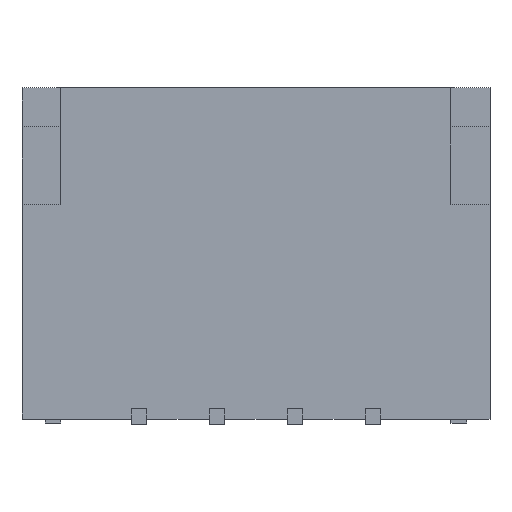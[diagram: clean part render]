
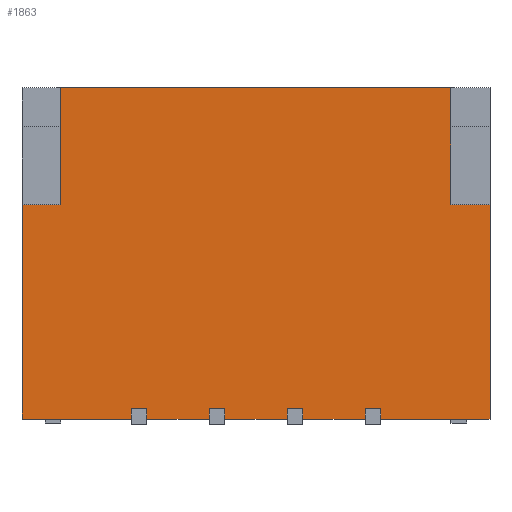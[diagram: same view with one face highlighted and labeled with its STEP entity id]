
A CAD part, top view. The second image highlights one B-rep face of the part: STEP entity #1863.
In plain terms, the highlighted planar face has unit normal (0, 0, 1).
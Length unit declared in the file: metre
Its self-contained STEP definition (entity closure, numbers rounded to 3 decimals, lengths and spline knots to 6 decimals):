
#446=ORIENTED_EDGE('',*,*,#790,.F.);
#447=ORIENTED_EDGE('',*,*,#758,.T.);
#448=ORIENTED_EDGE('',*,*,#712,.T.);
#449=ORIENTED_EDGE('',*,*,#791,.F.);
#450=ORIENTED_EDGE('',*,*,#792,.F.);
#451=ORIENTED_EDGE('',*,*,#779,.F.);
#452=ORIENTED_EDGE('',*,*,#681,.F.);
#453=ORIENTED_EDGE('',*,*,#672,.F.);
#454=ORIENTED_EDGE('',*,*,#742,.F.);
#455=ORIENTED_EDGE('',*,*,#687,.T.);
#456=ORIENTED_EDGE('',*,*,#700,.T.);
#457=ORIENTED_EDGE('',*,*,#793,.F.);
#458=ORIENTED_EDGE('',*,*,#794,.F.);
#459=ORIENTED_EDGE('',*,*,#768,.T.);
#460=ORIENTED_EDGE('',*,*,#675,.T.);
#461=ORIENTED_EDGE('',*,*,#784,.F.);
#462=ORIENTED_EDGE('',*,*,#795,.F.);
#463=ORIENTED_EDGE('',*,*,#796,.T.);
#464=ORIENTED_EDGE('',*,*,#709,.T.);
#465=ORIENTED_EDGE('',*,*,#789,.F.);
#466=ORIENTED_EDGE('',*,*,#797,.F.);
#467=ORIENTED_EDGE('',*,*,#776,.T.);
#468=ORIENTED_EDGE('',*,*,#678,.T.);
#469=ORIENTED_EDGE('',*,*,#762,.F.);
#672=EDGE_CURVE('',#893,#894,#1094,.T.);
#675=EDGE_CURVE('',#896,#895,#1097,.T.);
#678=EDGE_CURVE('',#898,#897,#1100,.T.);
#681=EDGE_CURVE('',#894,#899,#1103,.T.);
#687=EDGE_CURVE('',#901,#905,#1109,.T.);
#700=EDGE_CURVE('',#905,#914,#1122,.T.);
#709=EDGE_CURVE('',#922,#921,#1131,.T.);
#712=EDGE_CURVE('',#925,#924,#1134,.T.);
#742=EDGE_CURVE('',#901,#893,#1164,.T.);
#758=EDGE_CURVE('',#956,#925,#1180,.T.);
#762=EDGE_CURVE('',#958,#897,#1184,.T.);
#768=EDGE_CURVE('',#962,#896,#1190,.T.);
#776=EDGE_CURVE('',#967,#898,#1198,.T.);
#779=EDGE_CURVE('',#899,#968,#1201,.T.);
#784=EDGE_CURVE('',#970,#895,#1206,.T.);
#789=EDGE_CURVE('',#973,#921,#1211,.T.);
#790=EDGE_CURVE('',#956,#958,#1212,.T.);
#791=EDGE_CURVE('',#974,#924,#1213,.T.);
#792=EDGE_CURVE('',#968,#974,#1214,.T.);
#793=EDGE_CURVE('',#975,#914,#1215,.T.);
#794=EDGE_CURVE('',#962,#975,#1216,.T.);
#795=EDGE_CURVE('',#976,#970,#1217,.T.);
#796=EDGE_CURVE('',#976,#922,#1218,.T.);
#797=EDGE_CURVE('',#967,#973,#1219,.T.);
#893=VERTEX_POINT('',#2909);
#894=VERTEX_POINT('',#2911);
#895=VERTEX_POINT('',#2915);
#896=VERTEX_POINT('',#2917);
#897=VERTEX_POINT('',#2921);
#898=VERTEX_POINT('',#2923);
#899=VERTEX_POINT('',#2927);
#901=VERTEX_POINT('',#2932);
#905=VERTEX_POINT('',#2940);
#914=VERTEX_POINT('',#2967);
#921=VERTEX_POINT('',#2986);
#922=VERTEX_POINT('',#2988);
#924=VERTEX_POINT('',#2993);
#925=VERTEX_POINT('',#2995);
#956=VERTEX_POINT('',#3087);
#958=VERTEX_POINT('',#3093);
#962=VERTEX_POINT('',#3107);
#967=VERTEX_POINT('',#3123);
#968=VERTEX_POINT('',#3128);
#970=VERTEX_POINT('',#3136);
#973=VERTEX_POINT('',#3146);
#974=VERTEX_POINT('',#3151);
#975=VERTEX_POINT('',#3154);
#976=VERTEX_POINT('',#3157);
#1094=LINE('',#2910,#1348);
#1097=LINE('',#2916,#1351);
#1100=LINE('',#2922,#1354);
#1103=LINE('',#2928,#1357);
#1109=LINE('',#2941,#1363);
#1122=LINE('',#2968,#1376);
#1131=LINE('',#2987,#1385);
#1134=LINE('',#2994,#1388);
#1164=LINE('',#3056,#1418);
#1180=LINE('',#3086,#1434);
#1184=LINE('',#3095,#1438);
#1190=LINE('',#3106,#1444);
#1198=LINE('',#3122,#1452);
#1201=LINE('',#3127,#1455);
#1206=LINE('',#3137,#1460);
#1211=LINE('',#3147,#1465);
#1212=LINE('',#3149,#1466);
#1213=LINE('',#3150,#1467);
#1214=LINE('',#3152,#1468);
#1215=LINE('',#3153,#1469);
#1216=LINE('',#3155,#1470);
#1217=LINE('',#3156,#1471);
#1218=LINE('',#3158,#1472);
#1219=LINE('',#3159,#1473);
#1348=VECTOR('',#2433,1.);
#1351=VECTOR('',#2438,1.);
#1354=VECTOR('',#2443,1.);
#1357=VECTOR('',#2448,1.);
#1363=VECTOR('',#2456,1.);
#1376=VECTOR('',#2479,1.);
#1385=VECTOR('',#2494,1.);
#1388=VECTOR('',#2499,1.);
#1418=VECTOR('',#2547,1.);
#1434=VECTOR('',#2575,1.);
#1438=VECTOR('',#2581,1.);
#1444=VECTOR('',#2593,1.);
#1452=VECTOR('',#2607,1.);
#1455=VECTOR('',#2612,1.);
#1460=VECTOR('',#2621,1.);
#1465=VECTOR('',#2630,1.);
#1466=VECTOR('',#2633,1.);
#1467=VECTOR('',#2634,1.);
#1468=VECTOR('',#2635,1.);
#1469=VECTOR('',#2636,1.);
#1470=VECTOR('',#2637,1.);
#1471=VECTOR('',#2638,1.);
#1472=VECTOR('',#2639,1.);
#1473=VECTOR('',#2640,1.);
#1579=EDGE_LOOP('',(#446,#447,#448,#449,#450,#451,#452,#453,#454,#455,#456,
#457,#458,#459,#460,#461,#462,#463,#464,#465,#466,#467,#468,#469));
#1677=FACE_BOUND('',#1579,.T.);
#1770=PLANE('',#2228);
#1863=ADVANCED_FACE('',(#1677),#1770,.T.);
#2228=AXIS2_PLACEMENT_3D('',#3148,#2631,#2632);
#2433=DIRECTION('',(0.,-1.,0.));
#2438=DIRECTION('',(1.,0.,0.));
#2443=DIRECTION('',(1.,0.,0.));
#2448=DIRECTION('',(1.,0.,0.));
#2456=DIRECTION('',(0.,-1.,0.));
#2479=DIRECTION('',(-1.,0.,0.));
#2494=DIRECTION('',(1.,0.,0.));
#2499=DIRECTION('',(1.,0.,0.));
#2547=DIRECTION('',(1.,0.,0.));
#2575=DIRECTION('',(0.,1.,0.));
#2581=DIRECTION('',(0.,1.,0.));
#2593=DIRECTION('',(0.,1.,0.));
#2607=DIRECTION('',(0.,1.,0.));
#2612=DIRECTION('',(0.,-1.,0.));
#2621=DIRECTION('',(0.,1.,0.));
#2630=DIRECTION('',(0.,1.,0.));
#2631=DIRECTION('',(0.,0.,1.));
#2632=DIRECTION('',(1.,0.,0.));
#2633=DIRECTION('',(-1.,0.,0.));
#2634=DIRECTION('',(0.,1.,0.));
#2635=DIRECTION('',(-1.,0.,0.));
#2636=DIRECTION('',(0.,1.,0.));
#2637=DIRECTION('',(-1.,0.,0.));
#2638=DIRECTION('',(-1.,0.,0.));
#2639=DIRECTION('',(0.,1.,0.));
#2640=DIRECTION('',(-1.,0.,0.));
#2909=CARTESIAN_POINT('',(0.0025,0.00425,0.0022));
#2910=CARTESIAN_POINT('',(0.0025,0.00055,0.0022));
#2911=CARTESIAN_POINT('',(0.0025,0.00275,0.0022));
#2915=CARTESIAN_POINT('',(-0.0014,0.00013,0.0022));
#2916=CARTESIAN_POINT('',(-0.003,0.00013,0.0022));
#2917=CARTESIAN_POINT('',(-0.0016,0.00013,0.0022));
#2921=CARTESIAN_POINT('',(0.0006,0.00013,0.0022));
#2922=CARTESIAN_POINT('',(-0.003,0.00013,0.0022));
#2923=CARTESIAN_POINT('',(0.0004,0.00013,0.0022));
#2927=CARTESIAN_POINT('',(0.003,0.00275,0.0022));
#2928=CARTESIAN_POINT('',(-0.0025,0.00275,0.0022));
#2932=CARTESIAN_POINT('',(-0.0025,0.00425,0.0022));
#2940=CARTESIAN_POINT('',(-0.0025,0.00275,0.0022));
#2941=CARTESIAN_POINT('',(-0.0025,0.,0.0022));
#2967=CARTESIAN_POINT('',(-0.003,0.00275,0.0022));
#2968=CARTESIAN_POINT('',(-0.0025,0.00275,0.0022));
#2986=CARTESIAN_POINT('',(-0.0004,0.00013,0.0022));
#2987=CARTESIAN_POINT('',(-0.003,0.00013,0.0022));
#2988=CARTESIAN_POINT('',(-0.0006,0.00013,0.0022));
#2993=CARTESIAN_POINT('',(0.0016,0.00013,0.0022));
#2994=CARTESIAN_POINT('',(0.0014,0.00013,0.0022));
#2995=CARTESIAN_POINT('',(0.0014,0.00013,0.0022));
#3056=CARTESIAN_POINT('',(-0.003,0.00425,0.0022));
#3086=CARTESIAN_POINT('',(0.0014,0.,0.0022));
#3087=CARTESIAN_POINT('',(0.0014,0.,0.0022));
#3093=CARTESIAN_POINT('',(0.0006,0.,0.0022));
#3095=CARTESIAN_POINT('',(0.0006,0.,0.0022));
#3106=CARTESIAN_POINT('',(-0.0016,0.,0.0022));
#3107=CARTESIAN_POINT('',(-0.0016,0.,0.0022));
#3122=CARTESIAN_POINT('',(0.0004,0.,0.0022));
#3123=CARTESIAN_POINT('',(0.0004,0.,0.0022));
#3127=CARTESIAN_POINT('',(0.003,0.,0.0022));
#3128=CARTESIAN_POINT('',(0.003,0.,0.0022));
#3136=CARTESIAN_POINT('',(-0.0014,0.,0.0022));
#3137=CARTESIAN_POINT('',(-0.0014,0.,0.0022));
#3146=CARTESIAN_POINT('',(-0.0004,0.,0.0022));
#3147=CARTESIAN_POINT('',(-0.0004,0.,0.0022));
#3148=CARTESIAN_POINT('',(-0.003,0.,0.0022));
#3149=CARTESIAN_POINT('',(0.003,0.,0.0022));
#3150=CARTESIAN_POINT('',(0.0016,0.,0.0022));
#3151=CARTESIAN_POINT('',(0.0016,0.,0.0022));
#3152=CARTESIAN_POINT('',(0.003,0.,0.0022));
#3153=CARTESIAN_POINT('',(-0.003,0.,0.0022));
#3154=CARTESIAN_POINT('',(-0.003,0.,0.0022));
#3155=CARTESIAN_POINT('',(0.003,0.,0.0022));
#3156=CARTESIAN_POINT('',(0.003,0.,0.0022));
#3157=CARTESIAN_POINT('',(-0.0006,0.,0.0022));
#3158=CARTESIAN_POINT('',(-0.0006,0.,0.0022));
#3159=CARTESIAN_POINT('',(0.003,0.,0.0022));
